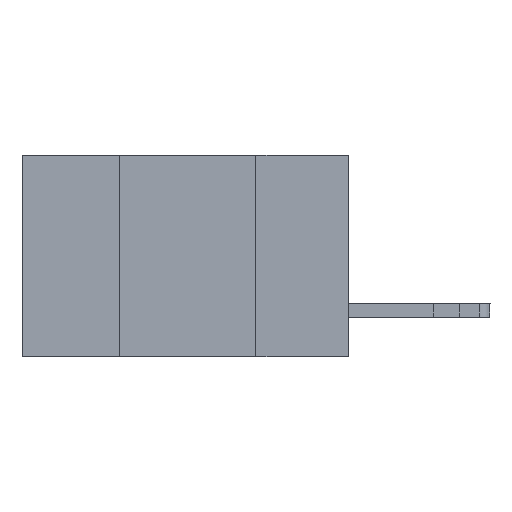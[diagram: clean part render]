
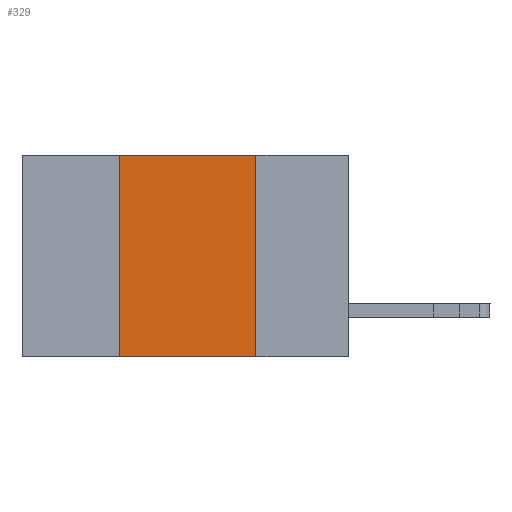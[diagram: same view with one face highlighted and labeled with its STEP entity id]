
A CAD part, left-side view. The second image highlights one B-rep face of the part: STEP entity #329.
In plain terms, the highlighted planar face has unit normal (-1, 0, 0).
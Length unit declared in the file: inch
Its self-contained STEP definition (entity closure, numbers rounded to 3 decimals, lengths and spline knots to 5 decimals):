
#53 = CARTESIAN_POINT ( 'NONE',  ( 0., 0.42, -0.37 ) ) ;
#79 = VERTEX_POINT ( 'NONE', #53 ) ;
#329 = ADVANCED_FACE ( 'NONE', ( #6706 ), #9939, .F. ) ;
#335 = VERTEX_POINT ( 'NONE', #3193 ) ;
#366 = VERTEX_POINT ( 'NONE', #3230 ) ;
#814 = CARTESIAN_POINT ( 'NONE',  ( 0., 0.6, -0.37 ) ) ;
#1509 = VECTOR ( 'NONE', #5173, 39.37008 ) ;
#1520 = LINE ( 'NONE', #9781, #4704 ) ;
#1740 = LINE ( 'NONE', #7902, #3461 ) ;
#1796 = ORIENTED_EDGE ( 'NONE', *, *, #7795, .F. ) ;
#1839 = DIRECTION ( 'NONE',  ( 0., 0., -1. ) ) ;
#2311 = EDGE_LOOP ( 'NONE', ( #1796, #2702, #4674, #5300 ) ) ;
#2702 = ORIENTED_EDGE ( 'NONE', *, *, #3958, .F. ) ;
#3193 = CARTESIAN_POINT ( 'NONE',  ( 0., 0.42, 0. ) ) ;
#3230 = CARTESIAN_POINT ( 'NONE',  ( 0., 0.17, 0. ) ) ;
#3461 = VECTOR ( 'NONE', #1839, 39.37008 ) ;
#3767 = LINE ( 'NONE', #814, #1509 ) ;
#3958 = EDGE_CURVE ( 'NONE', #335, #366, #1520, .T. ) ;
#3986 = AXIS2_PLACEMENT_3D ( 'NONE', #8324, #9079, #6614 ) ;
#4304 = EDGE_CURVE ( 'NONE', #79, #10967, #3767, .T. ) ;
#4395 = LINE ( 'NONE', #8127, #7760 ) ;
#4674 = ORIENTED_EDGE ( 'NONE', *, *, #5955, .F. ) ;
#4704 = VECTOR ( 'NONE', #8908, 39.37008 ) ;
#4746 = DIRECTION ( 'NONE',  ( 0., 0., 1. ) ) ;
#5173 = DIRECTION ( 'NONE',  ( 0., -1., 0. ) ) ;
#5300 = ORIENTED_EDGE ( 'NONE', *, *, #4304, .T. ) ;
#5955 = EDGE_CURVE ( 'NONE', #79, #335, #4395, .T. ) ;
#6614 = DIRECTION ( 'NONE',  ( 0., 0., -1. ) ) ;
#6706 = FACE_OUTER_BOUND ( 'NONE', #2311, .T. ) ;
#7760 = VECTOR ( 'NONE', #4746, 39.37008 ) ;
#7795 = EDGE_CURVE ( 'NONE', #366, #10967, #1740, .T. ) ;
#7902 = CARTESIAN_POINT ( 'NONE',  ( 0., 0.17, 0. ) ) ;
#8127 = CARTESIAN_POINT ( 'NONE',  ( 0., 0.42, 0. ) ) ;
#8324 = CARTESIAN_POINT ( 'NONE',  ( 0., 0.6, 0. ) ) ;
#8685 = CARTESIAN_POINT ( 'NONE',  ( 0., 0.17, -0.37 ) ) ;
#8908 = DIRECTION ( 'NONE',  ( 0., -1., 0. ) ) ;
#9079 = DIRECTION ( 'NONE',  ( 1., 0., 0. ) ) ;
#9781 = CARTESIAN_POINT ( 'NONE',  ( 0., 0.6, 0. ) ) ;
#9939 = PLANE ( 'NONE',  #3986 ) ;
#10967 = VERTEX_POINT ( 'NONE', #8685 ) ;
